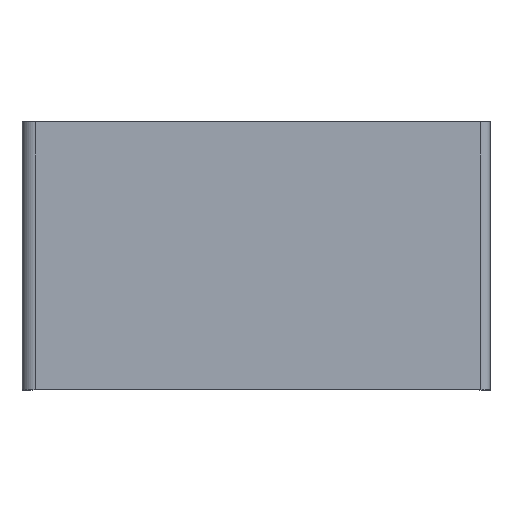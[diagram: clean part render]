
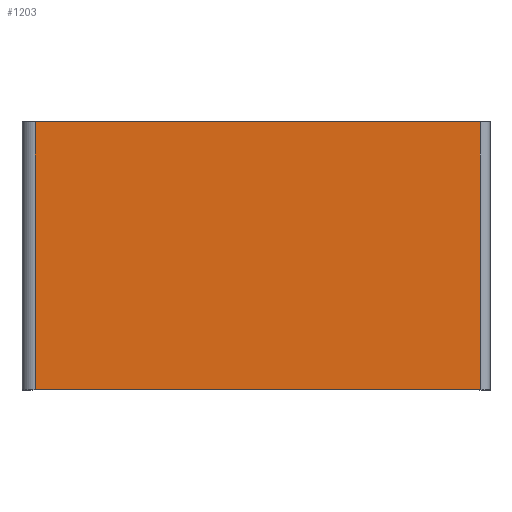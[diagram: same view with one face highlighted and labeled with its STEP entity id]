
A CAD part, top view. The second image highlights one B-rep face of the part: STEP entity #1203.
In plain terms, the highlighted planar face has unit normal (0, 0, 1).
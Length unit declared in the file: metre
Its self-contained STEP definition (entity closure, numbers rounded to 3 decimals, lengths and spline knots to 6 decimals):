
#1203 = ADVANCED_FACE( 'NONE', ( #2475 ), #2476, .F. );
#2475 = FACE_OUTER_BOUND( '', #3731, .T. );
#2476 = PLANE( '', #3732 );
#3731 = EDGE_LOOP( '', ( #7408, #7409, #7410, #7411 ) );
#3732 = AXIS2_PLACEMENT_3D( '', #7412, #7413, #7414 );
#7408 = ORIENTED_EDGE( '', *, *, #8580, .T. );
#7409 = ORIENTED_EDGE( '', *, *, #8484, .F. );
#7410 = ORIENTED_EDGE( '', *, *, #8817, .F. );
#7411 = ORIENTED_EDGE( '', *, *, #7844, .T. );
#7412 = CARTESIAN_POINT( '', ( -0.905684, -0.126724, 0.365893 ) );
#7413 = DIRECTION( '', ( 0., 0., -1. ) );
#7414 = DIRECTION( '', ( 0., -1., 0. ) );
#7844 = EDGE_CURVE( 'NONE', #9691, #9689, #9692, .T. );
#8484 = EDGE_CURVE( 'NONE', #10605, #10603, #10607, .T. );
#8580 = EDGE_CURVE( 'NONE', #9689, #10603, #10720, .T. );
#8817 = EDGE_CURVE( 'NONE', #9691, #10605, #10983, .T. );
#9689 = VERTEX_POINT( 'NONE', #12065 );
#9691 = VERTEX_POINT( 'NONE', #12067 );
#9692 = LINE( '', #12068, #12069 );
#10603 = VERTEX_POINT( 'NONE', #13268 );
#10605 = VERTEX_POINT( 'NONE', #13270 );
#10607 = LINE( '', #13272, #13273 );
#10720 = LINE( '', #13423, #13424 );
#10983 = LINE( '', #13745, #13746 );
#12065 = CARTESIAN_POINT( '', ( -0.905684, -0.392724, 0.365893 ) );
#12067 = CARTESIAN_POINT( '', ( -0.905684, -0.126724, 0.365893 ) );
#12068 = CARTESIAN_POINT( '', ( -0.905684, -0.126724, 0.365893 ) );
#12069 = VECTOR( '', #14610, 1. );
#13268 = CARTESIAN_POINT( '', ( -0.463264, -0.392724, 0.365893 ) );
#13270 = CARTESIAN_POINT( '', ( -0.463264, -0.126724, 0.365893 ) );
#13272 = CARTESIAN_POINT( '', ( -0.463264, -0.126724, 0.365893 ) );
#13273 = VECTOR( '', #15460, 1. );
#13423 = CARTESIAN_POINT( '', ( -0.905684, -0.392724, 0.365893 ) );
#13424 = VECTOR( '', #15567, 1. );
#13745 = CARTESIAN_POINT( '', ( -0.905684, -0.126724, 0.365893 ) );
#13746 = VECTOR( '', #15788, 1. );
#14610 = DIRECTION( '', ( 0., -1., 0. ) );
#15460 = DIRECTION( '', ( 0., -1., 0. ) );
#15567 = DIRECTION( '', ( 1., 0., 0. ) );
#15788 = DIRECTION( '', ( 1., 0., 0. ) );
